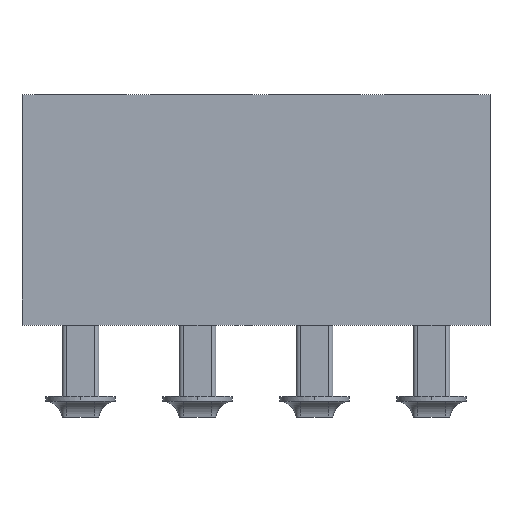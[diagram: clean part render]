
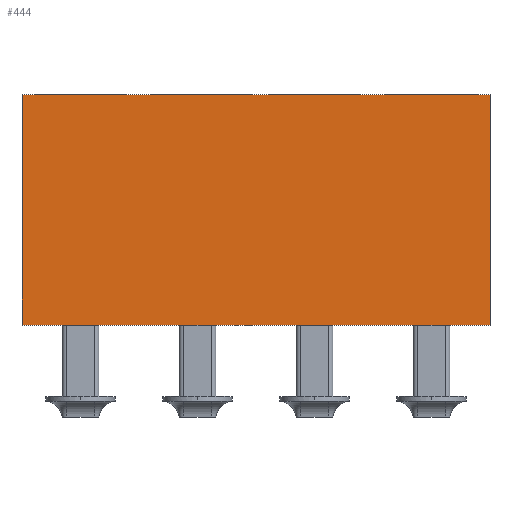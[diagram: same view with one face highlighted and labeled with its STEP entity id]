
A CAD part, top view. The second image highlights one B-rep face of the part: STEP entity #444.
In plain terms, the highlighted planar face has unit normal (0, 0, 1).
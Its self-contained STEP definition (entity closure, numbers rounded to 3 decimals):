
#240 = EDGE_LOOP ( 'NONE', ( #4143, #2105, #3492, #4174 ) ) ;
#331 = DIRECTION ( 'NONE',  ( 1., 0., 0. ) ) ;
#375 = EDGE_CURVE ( 'NONE', #5465, #665, #2443, .T. ) ;
#444 = ADVANCED_FACE ( 'NONE', ( #3239 ), #863, .F. ) ;
#514 = CARTESIAN_POINT ( 'NONE',  ( -1.27, 5., 1.27 ) ) ;
#665 = VERTEX_POINT ( 'NONE', #2911 ) ;
#863 = PLANE ( 'NONE',  #4000 ) ;
#1516 = VECTOR ( 'NONE', #5368, 1000. ) ;
#1528 = EDGE_CURVE ( 'NONE', #5465, #1756, #2883, .T. ) ;
#1756 = VERTEX_POINT ( 'NONE', #5553 ) ;
#1810 = CARTESIAN_POINT ( 'NONE',  ( -1.27, 5., 1.27 ) ) ;
#1944 = EDGE_CURVE ( 'NONE', #1756, #3418, #3158, .T. ) ;
#2021 = DIRECTION ( 'NONE',  ( 1., 0., 0. ) ) ;
#2061 = LINE ( 'NONE', #3472, #1516 ) ;
#2085 = CARTESIAN_POINT ( 'NONE',  ( 8.89, 0., 1.27 ) ) ;
#2105 = ORIENTED_EDGE ( 'NONE', *, *, #5123, .F. ) ;
#2392 = VECTOR ( 'NONE', #331, 1000. ) ;
#2443 = LINE ( 'NONE', #5296, #3013 ) ;
#2883 = LINE ( 'NONE', #3392, #5766 ) ;
#2911 = CARTESIAN_POINT ( 'NONE',  ( 8.89, 5., 1.27 ) ) ;
#3013 = VECTOR ( 'NONE', #2021, 1000. ) ;
#3158 = LINE ( 'NONE', #4452, #2392 ) ;
#3239 = FACE_OUTER_BOUND ( 'NONE', #240, .T. ) ;
#3392 = CARTESIAN_POINT ( 'NONE',  ( -1.27, 5., 1.27 ) ) ;
#3418 = VERTEX_POINT ( 'NONE', #2085 ) ;
#3472 = CARTESIAN_POINT ( 'NONE',  ( 8.89, 5., 1.27 ) ) ;
#3492 = ORIENTED_EDGE ( 'NONE', *, *, #375, .F. ) ;
#4000 = AXIS2_PLACEMENT_3D ( 'NONE', #1810, #4129, #4072 ) ;
#4072 = DIRECTION ( 'NONE',  ( -1., 0., 0. ) ) ;
#4129 = DIRECTION ( 'NONE',  ( 0., 0., -1. ) ) ;
#4143 = ORIENTED_EDGE ( 'NONE', *, *, #1944, .T. ) ;
#4174 = ORIENTED_EDGE ( 'NONE', *, *, #1528, .T. ) ;
#4452 = CARTESIAN_POINT ( 'NONE',  ( -1.27, 0., 1.27 ) ) ;
#5123 = EDGE_CURVE ( 'NONE', #665, #3418, #2061, .T. ) ;
#5296 = CARTESIAN_POINT ( 'NONE',  ( -1.27, 5., 1.27 ) ) ;
#5368 = DIRECTION ( 'NONE',  ( 0., -1., 0. ) ) ;
#5465 = VERTEX_POINT ( 'NONE', #514 ) ;
#5553 = CARTESIAN_POINT ( 'NONE',  ( -1.27, 0., 1.27 ) ) ;
#5750 = DIRECTION ( 'NONE',  ( 0., -1., 0. ) ) ;
#5766 = VECTOR ( 'NONE', #5750, 1000. ) ;
